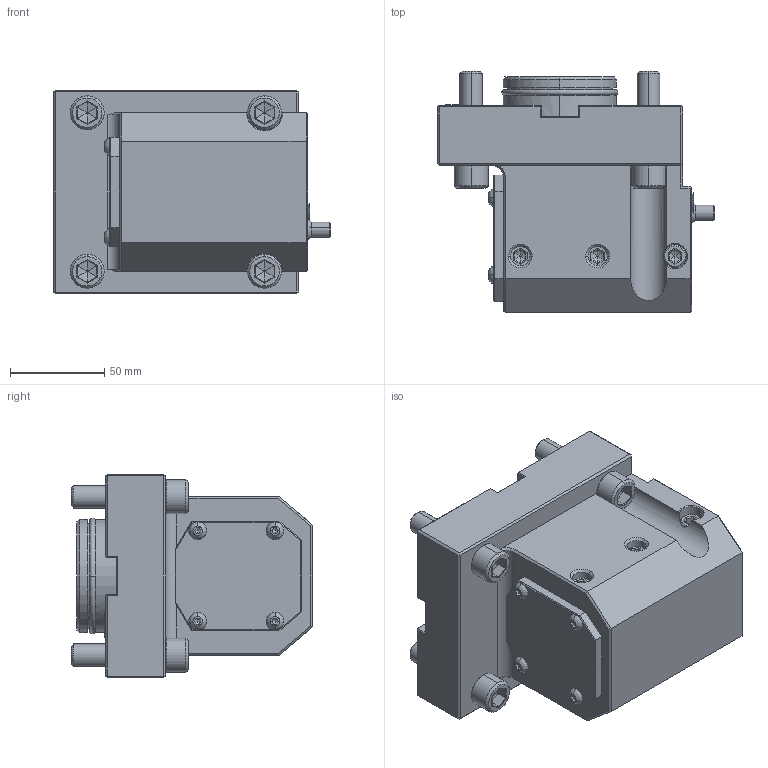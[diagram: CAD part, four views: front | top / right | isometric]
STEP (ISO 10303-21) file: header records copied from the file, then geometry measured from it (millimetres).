
FILE_DESCRIPTION((''),'2;1');
FILE_NAME('NGT_ID_60_40_80_MS','2023-05-24T',('vali'),('NOVA GRUP'),'PRO/ENGINEER BY PARAMETRIC TECHNOLOGY CORPORATION, 2010280','PRO/ENGINEER BY PARAMETRIC TECHNOLOGY CORPORATION, 2010280','');
FILE_SCHEMA(('CONFIG_CONTROL_DESIGN'));
Length unit declared in the file: millimetre
Products named in the file (1): NGT_ID_60_40_80_MS
Bounding box: 147.09 x 128 x 108 mm (x, y, z)
Volume: 974309.9 mm3; surface area: 112980.3 mm2
Topology: 2 solids, 2 shells, 646 faces, 1483 edges, 836 vertices
Faces by surface type: plane 303, cylinder 165, cone 100, bspline 50, torus 26, sphere 2
Entity records: 23454 total; most frequent: CARTESIAN_POINT 9739, ORIENTED_EDGE 2862, DIRECTION 2659, EDGE_CURVE 1431, VECTOR 889, LINE 889, AXIS2_PLACEMENT_3D 885, VERTEX_POINT 836
